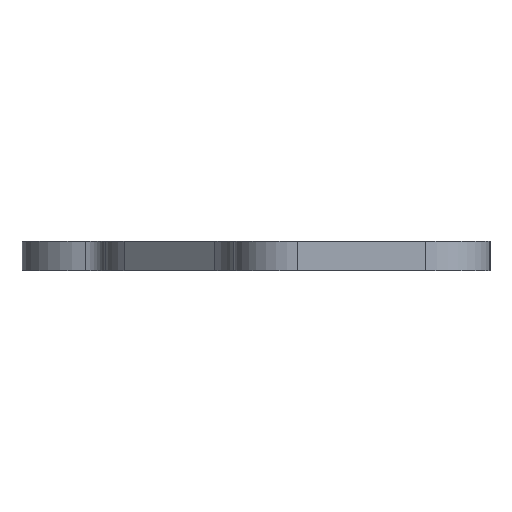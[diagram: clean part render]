
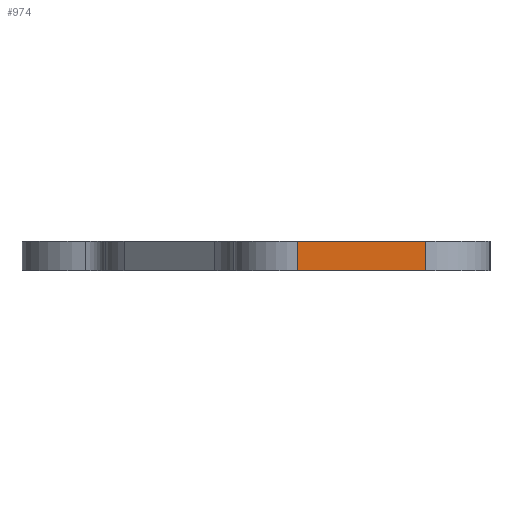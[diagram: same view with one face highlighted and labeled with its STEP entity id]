
A CAD part, left-side view. The second image highlights one B-rep face of the part: STEP entity #974.
In plain terms, the highlighted planar face has unit normal (-1, 0, 0).
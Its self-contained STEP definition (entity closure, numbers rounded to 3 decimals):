
#92 = VERTEX_POINT ( 'NONE', #309 ) ;
#95 = VERTEX_POINT ( 'NONE', #618 ) ;
#99 = VERTEX_POINT ( 'NONE', #622 ) ;
#106 = VERTEX_POINT ( 'NONE', #629 ) ;
#151 = ORIENTED_EDGE ( 'NONE', *, *, #1248, .T. ) ;
#153 = ORIENTED_EDGE ( 'NONE', *, *, #1247, .F. ) ;
#154 = ORIENTED_EDGE ( 'NONE', *, *, #951, .T. ) ;
#156 = ORIENTED_EDGE ( 'NONE', *, *, #1081, .F. ) ;
#238 = EDGE_LOOP ( 'NONE', ( #154, #153, #156, #151 ) ) ;
#309 = CARTESIAN_POINT ( 'NONE',  ( -40., -5., 2.3 ) ) ;
#318 = AXIS2_PLACEMENT_3D ( 'NONE', #796, #797, #798 ) ;
#335 = FACE_OUTER_BOUND ( 'NONE', #238, .T. ) ;
#411 = LINE ( 'NONE', #412, #571 ) ;
#412 = CARTESIAN_POINT ( 'NONE',  ( -40., -5., 2.3 ) ) ;
#413 = DIRECTION ( 'NONE',  ( 0., 0., -1. ) ) ;
#414 = LINE ( 'NONE', #415, #569 ) ;
#415 = CARTESIAN_POINT ( 'NONE',  ( -40., 5., 2.3 ) ) ;
#416 = DIRECTION ( 'NONE',  ( 0., 0., -1. ) ) ;
#569 = VECTOR ( 'NONE', #416, 1000. ) ;
#571 = VECTOR ( 'NONE', #413, 1000. ) ;
#618 = CARTESIAN_POINT ( 'NONE',  ( -40., -5., 0. ) ) ;
#622 = CARTESIAN_POINT ( 'NONE',  ( -40., 5., 2.3 ) ) ;
#629 = CARTESIAN_POINT ( 'NONE',  ( -40., 5., 0. ) ) ;
#721 = LINE ( 'NONE', #722, #909 ) ;
#722 = CARTESIAN_POINT ( 'NONE',  ( -40., 5., 0. ) ) ;
#723 = DIRECTION ( 'NONE',  ( 0., -1., 0. ) ) ;
#795 = PLANE ( 'NONE',  #318 ) ;
#796 = CARTESIAN_POINT ( 'NONE',  ( -40., 5., 2.3 ) ) ;
#797 = DIRECTION ( 'NONE',  ( 1., 0., 0. ) ) ;
#798 = DIRECTION ( 'NONE',  ( 0., 0., -1. ) ) ;
#886 = LINE ( 'NONE', #887, #1064 ) ;
#887 = CARTESIAN_POINT ( 'NONE',  ( -40., 5., 2.3 ) ) ;
#888 = DIRECTION ( 'NONE',  ( 0., -1., 0. ) ) ;
#909 = VECTOR ( 'NONE', #723, 1000. ) ;
#951 = EDGE_CURVE ( 'NONE', #106, #95, #721, .T. ) ;
#974 = ADVANCED_FACE ( 'NONE', ( #335 ), #795, .F. ) ;
#1064 = VECTOR ( 'NONE', #888, 1000. ) ;
#1081 = EDGE_CURVE ( 'NONE', #99, #92, #886, .T. ) ;
#1247 = EDGE_CURVE ( 'NONE', #92, #95, #411, .T. ) ;
#1248 = EDGE_CURVE ( 'NONE', #99, #106, #414, .T. ) ;
